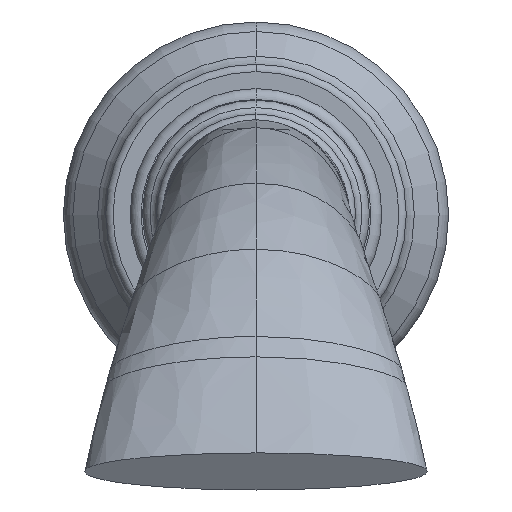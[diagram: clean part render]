
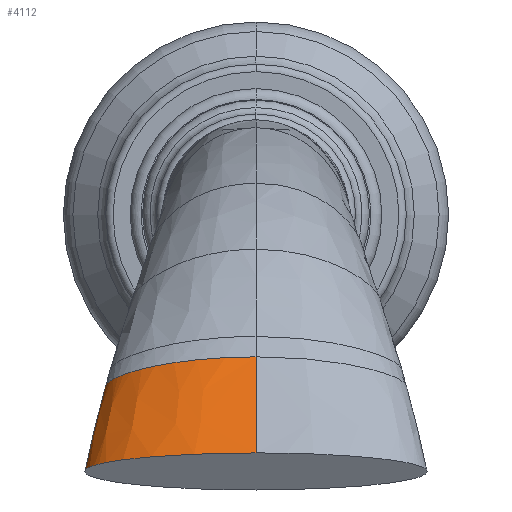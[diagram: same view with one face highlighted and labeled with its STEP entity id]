
A CAD part, top view. The second image highlights one B-rep face of the part: STEP entity #4112.
In plain terms, the highlighted free-form (B-spline) face has degree [3, 3] with [4, 12] control points.
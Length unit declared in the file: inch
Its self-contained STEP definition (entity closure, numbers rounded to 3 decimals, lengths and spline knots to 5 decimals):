
#1336=CARTESIAN_POINT('',(-0.97024,-1.1264,
9.01567));
#1337=CARTESIAN_POINT('',(-0.97024,-1.11658,
9.04492));
#1338=CARTESIAN_POINT('',(-0.9584,-1.09976,
9.09173));
#1339=CARTESIAN_POINT('',(-0.92662,-1.07793,9.14781));
#1340=CARTESIAN_POINT('',(-0.88578,-1.05837,
9.19462));
#1341=CARTESIAN_POINT('',(-0.82293,-1.03453,
9.24838));
#1342=CARTESIAN_POINT('',(-0.7321,-1.0083,
9.3029));
#1343=CARTESIAN_POINT('',(-0.60904,-0.98182,
9.35383));
#1344=CARTESIAN_POINT('',(-0.47404,-0.96043,
9.39276));
#1345=CARTESIAN_POINT('',(-0.27933,-0.9391,
9.4302));
#1346=CARTESIAN_POINT('',(-0.11717,-0.93186,
9.44284));
#1347=CARTESIAN_POINT('',(0.,-0.93186,9.44284));
#1355=CARTESIAN_POINT('',(-0.97024,-1.1264,
9.01567));
#1376=CARTESIAN_POINT('',(-1.1015,-1.66943,9.35421));
#1392=CARTESIAN_POINT('',(-0.97024,-1.1264,
9.01567));
#1393=CARTESIAN_POINT('',(-1.01757,-1.29681,
9.14815));
#1394=CARTESIAN_POINT('',(-1.0632,-1.48014,
9.26218));
#1395=CARTESIAN_POINT('',(-1.1015,-1.66943,9.35421));
#1411=CARTESIAN_POINT('',(0.,-1.55089,9.82965));
#1424=CARTESIAN_POINT('',(0.,-1.55089,9.82965));
#1425=CARTESIAN_POINT('',(-0.13263,-1.55089,9.82965));
#1426=CARTESIAN_POINT('',(-0.31625,-1.55459,
9.8148));
#1427=CARTESIAN_POINT('',(-0.53716,-1.56532,
9.77177));
#1428=CARTESIAN_POINT('',(-0.69053,-1.57634,
9.72756));
#1429=CARTESIAN_POINT('',(-0.83055,-1.5906,
9.67039));
#1430=CARTESIAN_POINT('',(-0.93396,-1.60568,
9.60988));
#1431=CARTESIAN_POINT('',(-1.00553,-1.62046,
9.55063));
#1432=CARTESIAN_POINT('',(-1.05199,-1.63328,
9.4992));
#1433=CARTESIAN_POINT('',(-1.08809,-1.64861,
9.43771));
#1434=CARTESIAN_POINT('',(-1.1015,-1.66141,9.38638));
#1435=CARTESIAN_POINT('',(-1.1015,-1.66943,9.35421));
#1440=DIRECTION('',(0.,-0.848,0.53));
#1441=VECTOR('',#1440,0.72994);
#1442=CARTESIAN_POINT('',(0.,-0.93186,9.44284));
#1443=LINE('',#1442,#1441);
#1542=CARTESIAN_POINT('',(0.,-0.93186,9.44284));
#1543=VERTEX_POINT('',#1542);
#1567=VERTEX_POINT('',#1355);
#1573=VERTEX_POINT('',#1411);
#1575=VERTEX_POINT('',#1376);
#4057=CARTESIAN_POINT('',(-0.96856,-1.12505,
9.0007));
#4058=CARTESIAN_POINT('',(-0.97025,-1.1136,
9.03518));
#4059=CARTESIAN_POINT('',(-0.95831,-1.09556,
9.08544));
#4060=CARTESIAN_POINT('',(-0.92528,-1.07276,
9.14377));
#4061=CARTESIAN_POINT('',(-0.8845,-1.05311,
9.19057));
#4062=CARTESIAN_POINT('',(-0.82173,-1.02916,
9.24432));
#4063=CARTESIAN_POINT('',(-0.73104,-1.00277,
9.29886));
#4064=CARTESIAN_POINT('',(-0.60816,-0.97611,
9.34985));
#4065=CARTESIAN_POINT('',(-0.47336,-0.95456,
9.38883));
#4066=CARTESIAN_POINT('',(-0.27576,-0.9327,
9.42696));
#4067=CARTESIAN_POINT('',(-0.10995,-0.92544,
9.43957));
#4068=CARTESIAN_POINT('',(0.0115,-0.92577,
9.439));
#4069=CARTESIAN_POINT('',(-1.01685,-1.29837,
9.13581));
#4070=CARTESIAN_POINT('',(-1.01862,-1.28757,
9.17149));
#4071=CARTESIAN_POINT('',(-1.00613,-1.27105,
9.22325));
#4072=CARTESIAN_POINT('',(-0.97151,-1.25092,
9.28281));
#4073=CARTESIAN_POINT('',(-0.92871,-1.23412,
9.33017));
#4074=CARTESIAN_POINT('',(-0.86281,-1.2142,
9.38403));
#4075=CARTESIAN_POINT('',(-0.76753,-1.19312,
9.43782));
#4076=CARTESIAN_POINT('',(-0.63841,-1.17269,
9.4871));
#4077=CARTESIAN_POINT('',(-0.4968,-1.15674,
9.52406));
#4078=CARTESIAN_POINT('',(-0.2893,-1.14101,
9.55958));
#4079=CARTESIAN_POINT('',(-0.11531,-1.13598,
9.57102));
#4080=CARTESIAN_POINT('',(0.01206,-1.13621,
9.5705));
#4081=CARTESIAN_POINT('',(-1.06344,-1.4852,
9.25176));
#4082=CARTESIAN_POINT('',(-1.06529,-1.47507,
9.28863));
#4083=CARTESIAN_POINT('',(-1.05226,-1.45998,
9.34203));
#4084=CARTESIAN_POINT('',(-1.01607,-1.44207,
9.40347));
#4085=CARTESIAN_POINT('',(-0.97131,-1.42744,
9.45233));
#4086=CARTESIAN_POINT('',(-0.90234,-1.41039,
9.50795));
#4087=CARTESIAN_POINT('',(-0.80262,-1.39276,
9.56361));
#4088=CARTESIAN_POINT('',(-0.66748,-1.37603,
9.61477));
#4089=CARTESIAN_POINT('',(-0.51933,-1.36315,
9.6533));
#4090=CARTESIAN_POINT('',(-0.30232,-1.35054,
9.69048));
#4091=CARTESIAN_POINT('',(-0.12048,-1.34647,
9.70255));
#4092=CARTESIAN_POINT('',(0.0126,-1.34666,
9.702));
#4093=CARTESIAN_POINT('',(-1.10234,-1.67815,
9.3448));
#4094=CARTESIAN_POINT('',(-1.10426,-1.6687,
9.38282));
#4095=CARTESIAN_POINT('',(-1.09071,-1.65499,
9.43804));
#4096=CARTESIAN_POINT('',(-1.05309,-1.63909,
9.50212));
#4097=CARTESIAN_POINT('',(-1.00657,-1.62632,
9.55362));
#4098=CARTESIAN_POINT('',(-0.93493,-1.61162,
9.61298));
#4099=CARTESIAN_POINT('',(-0.8314,-1.59661,
9.67364));
#4100=CARTESIAN_POINT('',(-0.69123,-1.58243,
9.73099));
#4101=CARTESIAN_POINT('',(-0.5377,-1.57146,
9.77538));
#4102=CARTESIAN_POINT('',(-0.31296,-1.56061,
9.8193));
#4103=CARTESIAN_POINT('',(-0.12474,-1.55694,
9.83418));
#4104=CARTESIAN_POINT('',(0.01304,-1.5571,
9.8335));
#4105=B_SPLINE_SURFACE_WITH_KNOTS('',3,3,((#4057,#4058,#4059,#4060,#4061,#4062,
#4063,#4064,#4065,#4066,#4067,#4068),(#4069,#4070,#4071,#4072,#4073,#4074,#4075,
#4076,#4077,#4078,#4079,#4080),(#4081,#4082,#4083,#4084,#4085,#4086,#4087,#4088,
#4089,#4090,#4091,#4092),(#4093,#4094,#4095,#4096,#4097,#4098,#4099,#4100,#4101,
#4102,#4103,#4104)),.UNSPECIFIED.,.F.,.F.,.F.,(4,4),(4,1,1,1,1,1,1,1,1,4),(
0.88756,1.00112),(0.74808,0.76563,0.78125,
0.79688,0.8125,0.84375,0.875,0.90625,0.9375,1.00204),
.UNSPECIFIED.);
#4106=ORIENTED_EDGE('',*,*,#3994,.T.);
#4107=ORIENTED_EDGE('',*,*,#3979,.F.);
#4108=ORIENTED_EDGE('',*,*,#3863,.T.);
#4109=ORIENTED_EDGE('',*,*,#4049,.T.);
#4110=EDGE_LOOP('',(#4106,#4107,#4108,#4109));
#4111=FACE_OUTER_BOUND('',#4110,.F.);
#1348=B_SPLINE_CURVE_WITH_KNOTS('',3,(#1336,#1337,#1338,#1339,#1340,#1341,#1342,
#1343,#1344,#1345,#1346,#1347),.UNSPECIFIED.,.F.,.F.,(4,1,1,1,1,1,1,1,1,4),
(0.,0.0625,0.125,0.1875,0.25,0.375,0.5,0.625,0.75,1.),
.UNSPECIFIED.);
#1396=B_SPLINE_CURVE_WITH_KNOTS('',3,(#1392,#1393,#1394,#1395),.UNSPECIFIED.,
.F.,.F.,(4,4),(0.,1.),.UNSPECIFIED.);
#1436=B_SPLINE_CURVE_WITH_KNOTS('',3,(#1424,#1425,#1426,#1427,#1428,#1429,#1430,
#1431,#1432,#1433,#1434,#1435),.UNSPECIFIED.,.F.,.F.,(4,1,1,1,1,1,1,1,1,4),
(0.,0.25,0.375,0.5,0.625,0.75,0.8125,0.875,0.9375,1.),
.UNSPECIFIED.);
#3863=EDGE_CURVE('',#1567,#1543,#1348,.T.);
#3979=EDGE_CURVE('',#1567,#1575,#1396,.T.);
#3994=EDGE_CURVE('',#1573,#1575,#1436,.T.);
#4049=EDGE_CURVE('',#1543,#1573,#1443,.T.);
#4112=ADVANCED_FACE('',(#4111),#4105,.T.);
